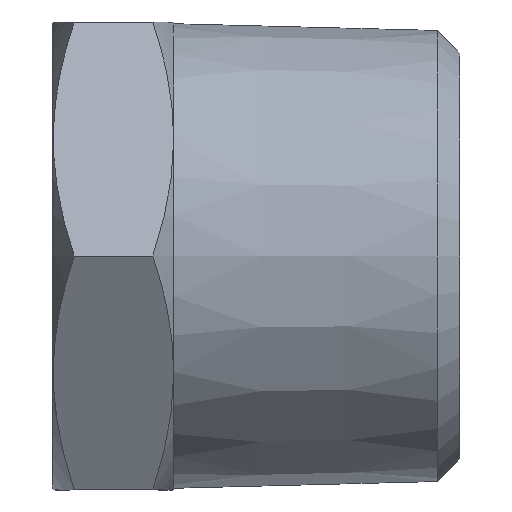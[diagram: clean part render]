
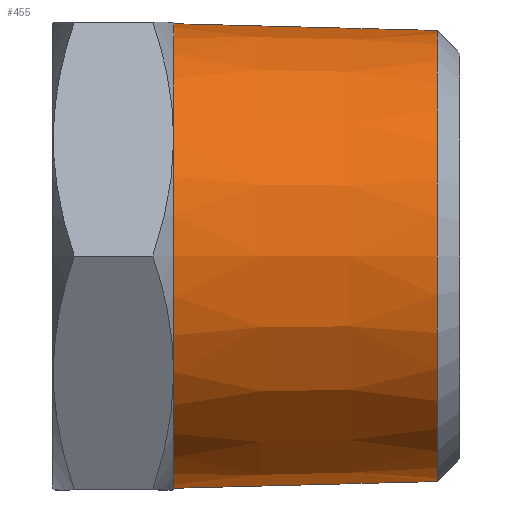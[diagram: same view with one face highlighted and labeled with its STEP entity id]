
A CAD part, left-side view. The second image highlights one B-rep face of the part: STEP entity #455.
In plain terms, the highlighted conical face has half-angle 1.47 degrees and reference radius 13.4 mm.
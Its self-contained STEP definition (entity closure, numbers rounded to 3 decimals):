
#28 = CARTESIAN_POINT ( 'NONE',  ( 0., 16.5, 0. ) ) ;
#29 = DIRECTION ( 'NONE',  ( 0., -1., 0. ) ) ;
#30 = DIRECTION ( 'NONE',  ( 0., 0., -1. ) ) ;
#31 = VECTOR ( 'NONE', #438, 1000. ) ;
#32 = LINE ( 'NONE', #437, #31 ) ;
#42 = CIRCLE ( 'NONE', #785, 13.4 ) ;
#104 = CONICAL_SURFACE ( 'NONE', #922, 13.4, 0.026 ) ;
#105 = FACE_OUTER_BOUND ( 'NONE', #156, .T. ) ;
#130 = ORIENTED_EDGE ( 'NONE', *, *, #874, .F. ) ;
#156 = EDGE_LOOP ( 'NONE', ( #130, #408, #426, #421 ) ) ;
#258 = CARTESIAN_POINT ( 'NONE',  ( 0., 1.3, -13.01 ) ) ;
#261 = CARTESIAN_POINT ( 'NONE',  ( 0., 16.5, 13.4 ) ) ;
#262 = CARTESIAN_POINT ( 'NONE',  ( 0., 1.3, 13.01 ) ) ;
#263 = CARTESIAN_POINT ( 'NONE',  ( 0., 16.5, -13.4 ) ) ;
#408 = ORIENTED_EDGE ( 'NONE', *, *, #917, .F. ) ;
#421 = ORIENTED_EDGE ( 'NONE', *, *, #851, .T. ) ;
#426 = ORIENTED_EDGE ( 'NONE', *, *, #855, .T. ) ;
#437 = CARTESIAN_POINT ( 'NONE',  ( 0., 16.5, 13.4 ) ) ;
#438 = DIRECTION ( 'NONE',  ( 0., 1., 0.026 ) ) ;
#455 = ADVANCED_FACE ( 'NONE', ( #105 ), #104, .T. ) ;
#520 = CARTESIAN_POINT ( 'NONE',  ( 0., 16.5, 0. ) ) ;
#521 = DIRECTION ( 'NONE',  ( 0., 1., 0. ) ) ;
#522 = DIRECTION ( 'NONE',  ( 0., 0., 1. ) ) ;
#560 = VERTEX_POINT ( 'NONE', #258 ) ;
#563 = VERTEX_POINT ( 'NONE', #261 ) ;
#564 = VERTEX_POINT ( 'NONE', #262 ) ;
#565 = VERTEX_POINT ( 'NONE', #263 ) ;
#618 = CIRCLE ( 'NONE', #777, 13.01 ) ;
#649 = VECTOR ( 'NONE', #819, 1000. ) ;
#657 = LINE ( 'NONE', #818, #649 ) ;
#723 = CARTESIAN_POINT ( 'NONE',  ( 0., 1.3, 0. ) ) ;
#724 = DIRECTION ( 'NONE',  ( 0., -1., 0. ) ) ;
#725 = DIRECTION ( 'NONE',  ( 0., 0., -1. ) ) ;
#777 = AXIS2_PLACEMENT_3D ( 'NONE', #723, #724, #725 ) ;
#785 = AXIS2_PLACEMENT_3D ( 'NONE', #28, #29, #30 ) ;
#818 = CARTESIAN_POINT ( 'NONE',  ( 0., 16.5, -13.4 ) ) ;
#819 = DIRECTION ( 'NONE',  ( 0., 1., -0.026 ) ) ;
#851 = EDGE_CURVE ( 'NONE', #563, #565, #42, .T. ) ;
#855 = EDGE_CURVE ( 'NONE', #564, #563, #32, .T. ) ;
#874 = EDGE_CURVE ( 'NONE', #560, #565, #657, .T. ) ;
#917 = EDGE_CURVE ( 'NONE', #564, #560, #618, .T. ) ;
#922 = AXIS2_PLACEMENT_3D ( 'NONE', #520, #521, #522 ) ;
